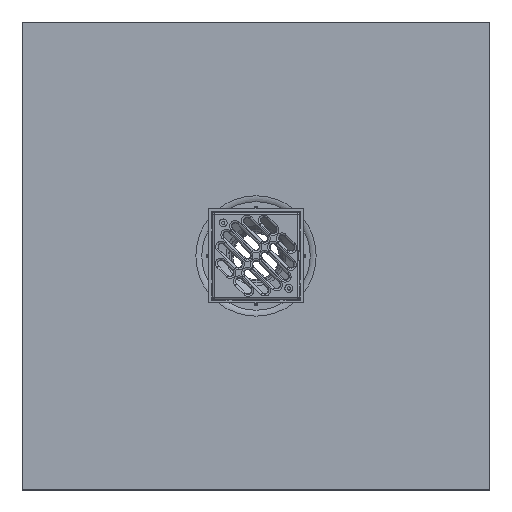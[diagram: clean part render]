
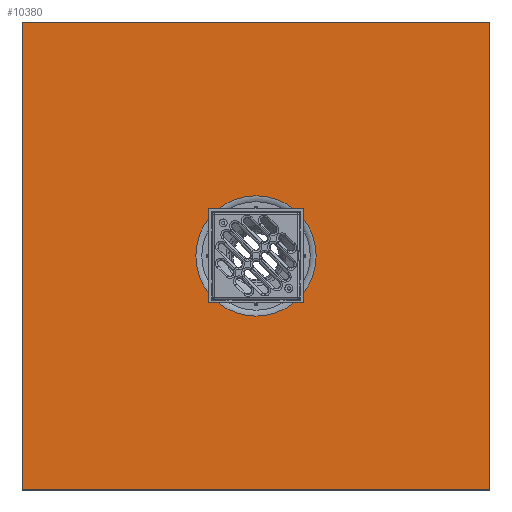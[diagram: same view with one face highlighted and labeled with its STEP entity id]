
A CAD part, top view. The second image highlights one B-rep face of the part: STEP entity #10380.
In plain terms, the highlighted planar face has unit normal (0, 0, 1).
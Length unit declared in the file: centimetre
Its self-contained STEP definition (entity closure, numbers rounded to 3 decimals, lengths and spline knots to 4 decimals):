
#221=FACE_BOUND('',#2959,.T.);
#325=PLANE('',#11471);
#714=LINE('',#18622,#1329);
#718=LINE('',#18629,#1333);
#721=LINE('',#18635,#1336);
#722=LINE('',#18637,#1337);
#1329=VECTOR('',#13798,1.);
#1333=VECTOR('',#13804,1.);
#1336=VECTOR('',#13809,1.);
#1337=VECTOR('',#13812,1.);
#2260=FACE_OUTER_BOUND('',#2958,.T.);
#2958=EDGE_LOOP('',(#8140,#8141,#8142,#8143));
#2959=EDGE_LOOP('',(#8144));
#3832=CIRCLE('',#11441,64.3137);
#4686=VERTEX_POINT('',#18573);
#4701=VERTEX_POINT('',#18619);
#4702=VERTEX_POINT('',#18621);
#4704=VERTEX_POINT('',#18627);
#4706=VERTEX_POINT('',#18633);
#5897=EDGE_CURVE('',#4686,#4686,#3832,.T.);
#5920=EDGE_CURVE('',#4701,#4702,#714,.T.);
#5924=EDGE_CURVE('',#4704,#4701,#718,.T.);
#5927=EDGE_CURVE('',#4706,#4704,#721,.T.);
#5928=EDGE_CURVE('',#4702,#4706,#722,.T.);
#8140=ORIENTED_EDGE('',*,*,#5920,.F.);
#8141=ORIENTED_EDGE('',*,*,#5924,.F.);
#8142=ORIENTED_EDGE('',*,*,#5927,.F.);
#8143=ORIENTED_EDGE('',*,*,#5928,.F.);
#8144=ORIENTED_EDGE('',*,*,#5897,.T.);
#10380=ADVANCED_FACE('',(#2260,#221),#325,.F.);
#11441=AXIS2_PLACEMENT_3D('',#18574,#13738,#13739);
#11471=AXIS2_PLACEMENT_3D('',#18636,#13810,#13811);
#13738=DIRECTION('center_axis',(0.,0.,-1.));
#13739=DIRECTION('ref_axis',(1.,0.,0.));
#13798=DIRECTION('',(0.,-1.,0.));
#13804=DIRECTION('',(1.,0.,0.));
#13809=DIRECTION('',(0.,1.,0.));
#13810=DIRECTION('center_axis',(0.,0.,-1.));
#13811=DIRECTION('ref_axis',(-1.,0.,0.));
#13812=DIRECTION('',(-1.,0.,0.));
#18573=CARTESIAN_POINT('',(1008.9395,184.3313,128.));
#18574=CARTESIAN_POINT('Origin',(1008.9395,248.645,128.));
#18619=CARTESIAN_POINT('',(1258.9395,498.645,128.));
#18621=CARTESIAN_POINT('',(1258.9395,-1.355,128.));
#18622=CARTESIAN_POINT('',(1258.9395,248.645,128.));
#18627=CARTESIAN_POINT('',(758.9395,498.645,128.));
#18629=CARTESIAN_POINT('',(1008.9395,498.645,128.));
#18633=CARTESIAN_POINT('',(758.9395,-1.355,128.));
#18635=CARTESIAN_POINT('',(758.9395,248.645,128.));
#18636=CARTESIAN_POINT('Origin',(1008.9395,248.645,128.));
#18637=CARTESIAN_POINT('',(1008.9395,-1.355,128.));
